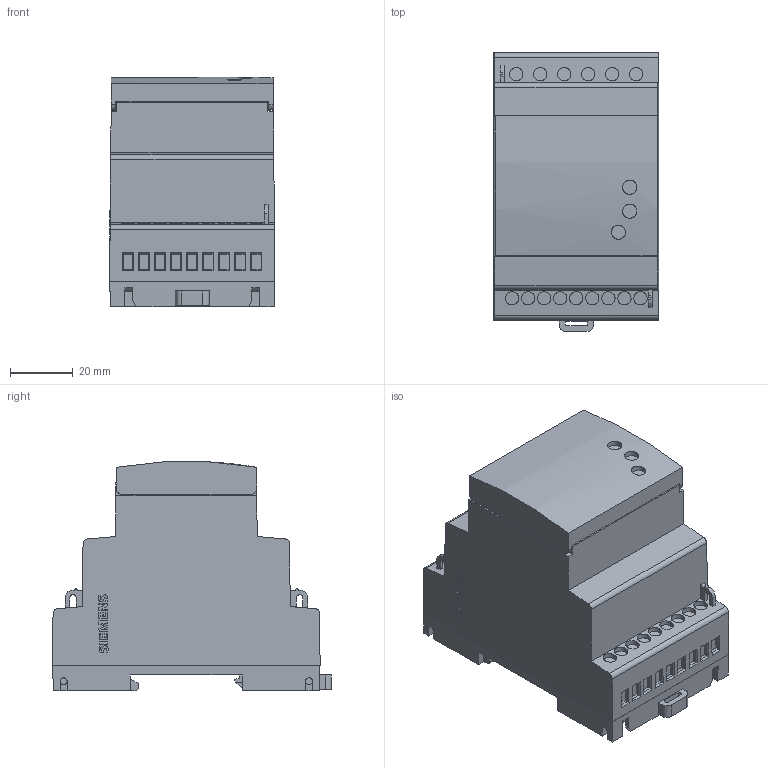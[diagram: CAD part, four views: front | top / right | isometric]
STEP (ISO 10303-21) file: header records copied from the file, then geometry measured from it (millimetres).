
FILE_DESCRIPTION(/* description */ (''),/* implementation_level */ '2;1');
FILE_NAME(/* name */ '5SV8200-6KK_3D_v.stp',/* time_stamp */ '2023-09-27T11:29:40+02:00',/* author */ (''),/* organization */ (''),/* preprocessor_version */ 'ST-DEVELOPER v18.101',/* originating_system */ 'SIEMENS PLM Software NX 2008',/* authorisation */ '');
FILE_SCHEMA (('AUTOMOTIVE_DESIGN { 1 0 10303 214 3 1 1 1 }'));
Length unit declared in the file: millimetre
Products named in the file (1): 5SV8200-6KK_3D_v
Bounding box: 52.66 x 88.6 x 72.9 mm (x, y, z)
Volume: 235891.1 mm3; surface area: 28954.1 mm2
Topology: 1 solids, 5 shells, 491 faces, 1285 edges, 836 vertices
Faces by surface type: plane 400, cylinder 85, extrusion 6
Entity records: 16562 total; most frequent: CARTESIAN_POINT 4287, ORIENTED_EDGE 2570, DIRECTION 2151, EDGE_CURVE 1285, VECTOR 979, LINE 973, VERTEX_POINT 836, AXIS2_PLACEMENT_3D 586
